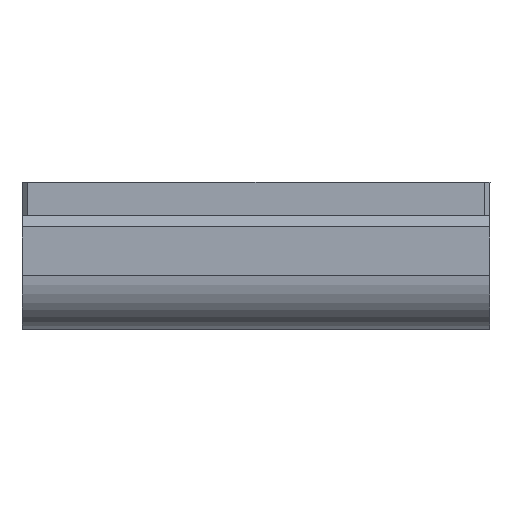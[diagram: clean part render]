
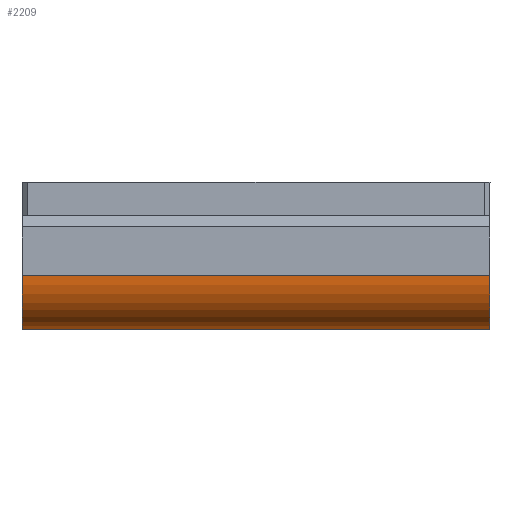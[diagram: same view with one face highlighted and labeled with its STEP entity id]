
A CAD part, front view. The second image highlights one B-rep face of the part: STEP entity #2209.
In plain terms, the highlighted cylindrical face has radius 9.5 mm (diameter 19 mm), a partial arc.
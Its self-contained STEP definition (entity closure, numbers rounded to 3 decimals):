
#50 = PLANE('',#51);
#51 = AXIS2_PLACEMENT_3D('',#52,#53,#54);
#52 = CARTESIAN_POINT('',(-38.,-1.082,
    -24.096));
#53 = DIRECTION('',(-1.,0.,0.));
#54 = DIRECTION('',(0.,0.,1.));
#272 = VERTEX_POINT('',#273);
#273 = CARTESIAN_POINT('',(-38.,-31.8,
    -35.733));
#287 = PLANE('',#288);
#288 = AXIS2_PLACEMENT_3D('',#289,#290,#291);
#289 = CARTESIAN_POINT('',(-38.,-19.689,
    -35.733));
#290 = DIRECTION('',(0.,0.,-1.));
#291 = DIRECTION('',(0.,-1.,0.));
#299 = EDGE_CURVE('',#272,#300,#302,.T.);
#300 = VERTEX_POINT('',#301);
#301 = CARTESIAN_POINT('',(-38.,-41.3,
    -26.233));
#302 = SURFACE_CURVE('',#303,(#308,#315),.PCURVE_S1.);
#303 = CIRCLE('',#304,9.5);
#304 = AXIS2_PLACEMENT_3D('',#305,#306,#307);
#305 = CARTESIAN_POINT('',(-38.,-31.8,-26.233));
#306 = DIRECTION('',(-1.,0.,0.));
#307 = DIRECTION('',(0.,-1.,0.));
#308 = PCURVE('',#50,#309);
#309 = DEFINITIONAL_REPRESENTATION('',(#310),#314);
#310 = CIRCLE('',#311,9.5);
#311 = AXIS2_PLACEMENT_2D('',#312,#313);
#312 = CARTESIAN_POINT('',(-2.138,-30.718));
#313 = DIRECTION('',(0.,-1.));
#314 = ( GEOMETRIC_REPRESENTATION_CONTEXT(2) 
PARAMETRIC_REPRESENTATION_CONTEXT() REPRESENTATION_CONTEXT('2D SPACE',''
  ) );
#315 = PCURVE('',#316,#321);
#316 = CYLINDRICAL_SURFACE('',#317,9.5);
#317 = AXIS2_PLACEMENT_3D('',#318,#319,#320);
#318 = CARTESIAN_POINT('',(-38.,-31.8,-26.233));
#319 = DIRECTION('',(-1.,0.,0.));
#320 = DIRECTION('',(0.,-1.,0.));
#321 = DEFINITIONAL_REPRESENTATION('',(#322),#326);
#322 = LINE('',#323,#324);
#323 = CARTESIAN_POINT('',(0.,0.));
#324 = VECTOR('',#325,1.);
#325 = DIRECTION('',(1.,0.));
#326 = ( GEOMETRIC_REPRESENTATION_CONTEXT(2) 
PARAMETRIC_REPRESENTATION_CONTEXT() REPRESENTATION_CONTEXT('2D SPACE',''
  ) );
#344 = PLANE('',#345);
#345 = AXIS2_PLACEMENT_3D('',#346,#347,#348);
#346 = CARTESIAN_POINT('',(-38.,-41.3,-26.233));
#347 = DIRECTION('',(0.,-1.,0.));
#348 = DIRECTION('',(0.,0.,1.));
#538 = PLANE('',#539);
#539 = AXIS2_PLACEMENT_3D('',#540,#541,#542);
#540 = CARTESIAN_POINT('',(44.,-1.082,
    -24.096));
#541 = DIRECTION('',(1.,0.,0.));
#542 = DIRECTION('',(0.,0.,-1.));
#2003 = EDGE_CURVE('',#300,#2004,#2006,.T.);
#2004 = VERTEX_POINT('',#2005);
#2005 = CARTESIAN_POINT('',(44.,-41.3,
    -26.233));
#2006 = SURFACE_CURVE('',#2007,(#2011,#2018),.PCURVE_S1.);
#2007 = LINE('',#2008,#2009);
#2008 = CARTESIAN_POINT('',(-38.,-41.3,-26.233)
  );
#2009 = VECTOR('',#2010,1.);
#2010 = DIRECTION('',(1.,0.,0.));
#2011 = PCURVE('',#344,#2012);
#2012 = DEFINITIONAL_REPRESENTATION('',(#2013),#2017);
#2013 = LINE('',#2014,#2015);
#2014 = CARTESIAN_POINT('',(0.,0.));
#2015 = VECTOR('',#2016,1.);
#2016 = DIRECTION('',(0.,-1.));
#2017 = ( GEOMETRIC_REPRESENTATION_CONTEXT(2) 
PARAMETRIC_REPRESENTATION_CONTEXT() REPRESENTATION_CONTEXT('2D SPACE',''
  ) );
#2018 = PCURVE('',#316,#2019);
#2019 = DEFINITIONAL_REPRESENTATION('',(#2020),#2024);
#2020 = LINE('',#2021,#2022);
#2021 = CARTESIAN_POINT('',(6.283,0.));
#2022 = VECTOR('',#2023,1.);
#2023 = DIRECTION('',(0.,-1.));
#2024 = ( GEOMETRIC_REPRESENTATION_CONTEXT(2) 
PARAMETRIC_REPRESENTATION_CONTEXT() REPRESENTATION_CONTEXT('2D SPACE',''
  ) );
#2209 = ADVANCED_FACE('',(#2210),#316,.T.);
#2210 = FACE_BOUND('',#2211,.T.);
#2211 = EDGE_LOOP('',(#2212,#2235,#2261,#2262));
#2212 = ORIENTED_EDGE('',*,*,#2213,.T.);
#2213 = EDGE_CURVE('',#272,#2214,#2216,.T.);
#2214 = VERTEX_POINT('',#2215);
#2215 = CARTESIAN_POINT('',(44.,-31.8,
    -35.733));
#2216 = SURFACE_CURVE('',#2217,(#2221,#2228),.PCURVE_S1.);
#2217 = LINE('',#2218,#2219);
#2218 = CARTESIAN_POINT('',(-38.,-31.8,
    -35.733));
#2219 = VECTOR('',#2220,1.);
#2220 = DIRECTION('',(1.,0.,0.));
#2221 = PCURVE('',#316,#2222);
#2222 = DEFINITIONAL_REPRESENTATION('',(#2223),#2227);
#2223 = LINE('',#2224,#2225);
#2224 = CARTESIAN_POINT('',(4.712,0.));
#2225 = VECTOR('',#2226,1.);
#2226 = DIRECTION('',(0.,-1.));
#2227 = ( GEOMETRIC_REPRESENTATION_CONTEXT(2) 
PARAMETRIC_REPRESENTATION_CONTEXT() REPRESENTATION_CONTEXT('2D SPACE',''
  ) );
#2228 = PCURVE('',#287,#2229);
#2229 = DEFINITIONAL_REPRESENTATION('',(#2230),#2234);
#2230 = LINE('',#2231,#2232);
#2231 = CARTESIAN_POINT('',(12.111,0.));
#2232 = VECTOR('',#2233,1.);
#2233 = DIRECTION('',(0.,-1.));
#2234 = ( GEOMETRIC_REPRESENTATION_CONTEXT(2) 
PARAMETRIC_REPRESENTATION_CONTEXT() REPRESENTATION_CONTEXT('2D SPACE',''
  ) );
#2235 = ORIENTED_EDGE('',*,*,#2236,.T.);
#2236 = EDGE_CURVE('',#2214,#2004,#2237,.T.);
#2237 = SURFACE_CURVE('',#2238,(#2243,#2250),.PCURVE_S1.);
#2238 = CIRCLE('',#2239,9.5);
#2239 = AXIS2_PLACEMENT_3D('',#2240,#2241,#2242);
#2240 = CARTESIAN_POINT('',(44.,-31.8,
    -26.233));
#2241 = DIRECTION('',(-1.,0.,0.));
#2242 = DIRECTION('',(0.,-1.,0.));
#2243 = PCURVE('',#316,#2244);
#2244 = DEFINITIONAL_REPRESENTATION('',(#2245),#2249);
#2245 = LINE('',#2246,#2247);
#2246 = CARTESIAN_POINT('',(0.,-82.));
#2247 = VECTOR('',#2248,1.);
#2248 = DIRECTION('',(1.,0.));
#2249 = ( GEOMETRIC_REPRESENTATION_CONTEXT(2) 
PARAMETRIC_REPRESENTATION_CONTEXT() REPRESENTATION_CONTEXT('2D SPACE',''
  ) );
#2250 = PCURVE('',#538,#2251);
#2251 = DEFINITIONAL_REPRESENTATION('',(#2252),#2260);
#2252 = ( BOUNDED_CURVE() B_SPLINE_CURVE(2,(#2253,#2254,#2255,#2256,
#2257,#2258,#2259),.UNSPECIFIED.,.T.,.F.) B_SPLINE_CURVE_WITH_KNOTS((1,2
    ,2,2,2,1),(-2.094,0.,2.094,4.189,
6.283,8.378),.UNSPECIFIED.) CURVE() 
GEOMETRIC_REPRESENTATION_ITEM() RATIONAL_B_SPLINE_CURVE((1.,0.5,1.,0.5,
1.,0.5,1.)) REPRESENTATION_ITEM('') );
#2253 = CARTESIAN_POINT('',(2.138,-40.218));
#2254 = CARTESIAN_POINT('',(-14.317,-40.218));
#2255 = CARTESIAN_POINT('',(-6.09,-25.968));
#2256 = CARTESIAN_POINT('',(2.138,-11.718));
#2257 = CARTESIAN_POINT('',(10.365,-25.968));
#2258 = CARTESIAN_POINT('',(18.592,-40.218));
#2259 = CARTESIAN_POINT('',(2.138,-40.218));
#2260 = ( GEOMETRIC_REPRESENTATION_CONTEXT(2) 
PARAMETRIC_REPRESENTATION_CONTEXT() REPRESENTATION_CONTEXT('2D SPACE',''
  ) );
#2261 = ORIENTED_EDGE('',*,*,#2003,.F.);
#2262 = ORIENTED_EDGE('',*,*,#299,.F.);
